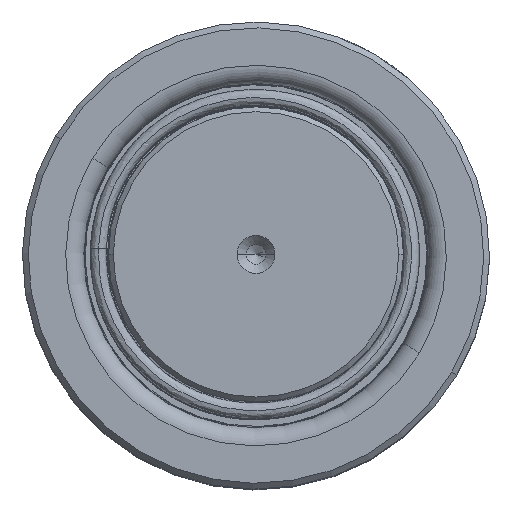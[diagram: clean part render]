
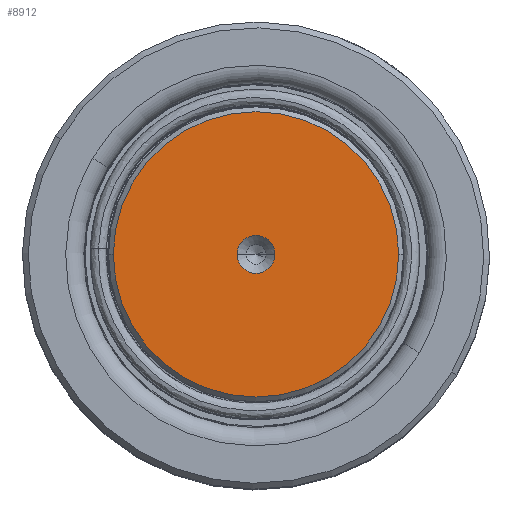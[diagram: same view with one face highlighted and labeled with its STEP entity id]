
A CAD part, top view. The second image highlights one B-rep face of the part: STEP entity #8912.
In plain terms, the highlighted planar face has unit normal (0, 0, 1).
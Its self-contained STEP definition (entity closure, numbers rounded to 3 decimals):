
#495 = CARTESIAN_POINT ( 'NONE',  ( 3.85, 0., 240. ) ) ;
#2298 = CIRCLE ( 'NONE', #40691, 29.017 ) ;
#3046 = CIRCLE ( 'NONE', #29651, 29.017 ) ;
#3395 = DIRECTION ( 'NONE',  ( 1., 0., 0. ) ) ;
#6409 = VERTEX_POINT ( 'NONE', #9516 ) ;
#8912 = ADVANCED_FACE ( 'NONE', ( #51341, #39636 ), #12409, .T. ) ;
#8980 = ORIENTED_EDGE ( 'NONE', *, *, #48023, .T. ) ;
#9516 = CARTESIAN_POINT ( 'NONE',  ( 29.017, 0., 240. ) ) ;
#12301 = CIRCLE ( 'NONE', #54848, 3.85 ) ;
#12409 = PLANE ( 'NONE',  #22590 ) ;
#12716 = CARTESIAN_POINT ( 'NONE',  ( 0., 0., 240. ) ) ;
#12994 = ORIENTED_EDGE ( 'NONE', *, *, #13519, .T. ) ;
#13519 = EDGE_CURVE ( 'NONE', #6409, #35192, #2298, .T. ) ;
#14115 = VERTEX_POINT ( 'NONE', #495 ) ;
#15118 = EDGE_CURVE ( 'NONE', #14115, #34196, #46270, .T. ) ;
#16348 = CARTESIAN_POINT ( 'NONE',  ( 0., 0., 240. ) ) ;
#18646 = ORIENTED_EDGE ( 'NONE', *, *, #15118, .F. ) ;
#19710 = DIRECTION ( 'NONE',  ( 1., 0., 0. ) ) ;
#22590 = AXIS2_PLACEMENT_3D ( 'NONE', #43404, #56482, #3395 ) ;
#24433 = DIRECTION ( 'NONE',  ( 0., 0., 1. ) ) ;
#25622 = AXIS2_PLACEMENT_3D ( 'NONE', #41050, #54551, #19710 ) ;
#26319 = EDGE_CURVE ( 'NONE', #34196, #14115, #12301, .T. ) ;
#29651 = AXIS2_PLACEMENT_3D ( 'NONE', #16348, #55988, #55262 ) ;
#33229 = DIRECTION ( 'NONE',  ( 1., 0., 0. ) ) ;
#34196 = VERTEX_POINT ( 'NONE', #41822 ) ;
#34450 = EDGE_LOOP ( 'NONE', ( #8980, #12994 ) ) ;
#35192 = VERTEX_POINT ( 'NONE', #36171 ) ;
#35923 = EDGE_LOOP ( 'NONE', ( #18646, #40776 ) ) ;
#36171 = CARTESIAN_POINT ( 'NONE',  ( -29.017, 0., 240. ) ) ;
#38892 = DIRECTION ( 'NONE',  ( 1., 0., 0. ) ) ;
#39636 = FACE_OUTER_BOUND ( 'NONE', #34450, .T. ) ;
#40691 = AXIS2_PLACEMENT_3D ( 'NONE', #12716, #43518, #38892 ) ;
#40776 = ORIENTED_EDGE ( 'NONE', *, *, #26319, .F. ) ;
#41050 = CARTESIAN_POINT ( 'NONE',  ( 0., 0., 240. ) ) ;
#41822 = CARTESIAN_POINT ( 'NONE',  ( -3.85, 0., 240. ) ) ;
#43404 = CARTESIAN_POINT ( 'NONE',  ( 0., 0., 240. ) ) ;
#43518 = DIRECTION ( 'NONE',  ( 0., 0., 1. ) ) ;
#46270 = CIRCLE ( 'NONE', #25622, 3.85 ) ;
#46890 = CARTESIAN_POINT ( 'NONE',  ( 0., 0., 240. ) ) ;
#48023 = EDGE_CURVE ( 'NONE', #35192, #6409, #3046, .T. ) ;
#51341 = FACE_BOUND ( 'NONE', #35923, .T. ) ;
#54551 = DIRECTION ( 'NONE',  ( 0., 0., 1. ) ) ;
#54848 = AXIS2_PLACEMENT_3D ( 'NONE', #46890, #24433, #33229 ) ;
#55262 = DIRECTION ( 'NONE',  ( 1., 0., 0. ) ) ;
#55988 = DIRECTION ( 'NONE',  ( 0., 0., 1. ) ) ;
#56482 = DIRECTION ( 'NONE',  ( 0., 0., 1. ) ) ;
